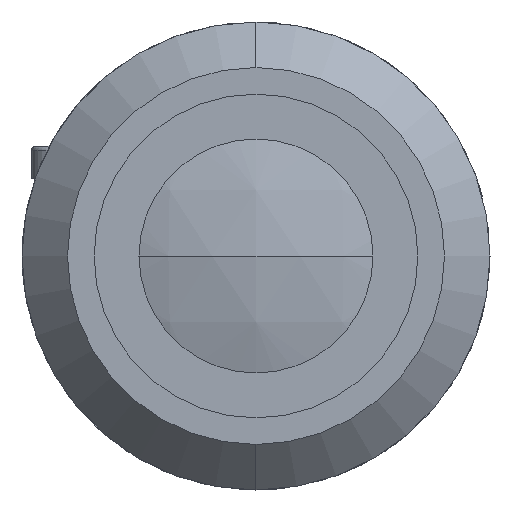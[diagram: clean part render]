
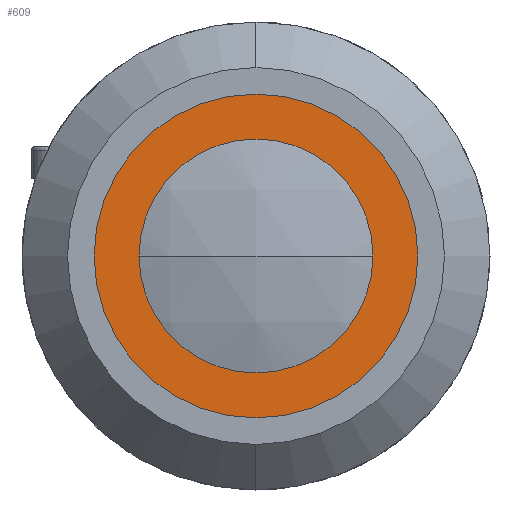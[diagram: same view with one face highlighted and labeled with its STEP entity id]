
A CAD part, left-side view. The second image highlights one B-rep face of the part: STEP entity #609.
In plain terms, the highlighted planar face has unit normal (-1, 0, 0).
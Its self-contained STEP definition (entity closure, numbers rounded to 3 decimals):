
#5 = VERTEX_POINT ( 'NONE', #910 ) ;
#7 = EDGE_LOOP ( 'NONE', ( #880, #1591 ) ) ;
#31 = CIRCLE ( 'NONE', #2751, 13.2 ) ;
#160 = ORIENTED_EDGE ( 'NONE', *, *, #1604, .T. ) ;
#280 = AXIS2_PLACEMENT_3D ( 'NONE', #655, #384, #359 ) ;
#359 = DIRECTION ( 'NONE',  ( 0., 0., -1. ) ) ;
#384 = DIRECTION ( 'NONE',  ( 1., 0., 0. ) ) ;
#585 = PLANE ( 'NONE',  #280 ) ;
#609 = ADVANCED_FACE ( 'NONE', ( #928, #3008 ), #585, .F. ) ;
#634 = VERTEX_POINT ( 'NONE', #2539 ) ;
#655 = CARTESIAN_POINT ( 'NONE',  ( 3.5, 13.2, 0. ) ) ;
#721 = CARTESIAN_POINT ( 'NONE',  ( 3.5, 0., 0. ) ) ;
#770 = CIRCLE ( 'NONE', #3312, 9. ) ;
#782 = DIRECTION ( 'NONE',  ( -1., 0., 0. ) ) ;
#880 = ORIENTED_EDGE ( 'NONE', *, *, #3154, .F. ) ;
#910 = CARTESIAN_POINT ( 'NONE',  ( 3.5, 0., 13.2 ) ) ;
#928 = FACE_BOUND ( 'NONE', #7, .T. ) ;
#990 = DIRECTION ( 'NONE',  ( 0., 0., 1. ) ) ;
#997 = VERTEX_POINT ( 'NONE', #2236 ) ;
#1075 = EDGE_CURVE ( 'NONE', #5, #1205, #31, .T. ) ;
#1182 = AXIS2_PLACEMENT_3D ( 'NONE', #721, #2596, #990 ) ;
#1199 = DIRECTION ( 'NONE',  ( -1., 0., 0. ) ) ;
#1205 = VERTEX_POINT ( 'NONE', #1509 ) ;
#1455 = CIRCLE ( 'NONE', #2617, 9. ) ;
#1481 = CARTESIAN_POINT ( 'NONE',  ( 3.5, 0., 0. ) ) ;
#1509 = CARTESIAN_POINT ( 'NONE',  ( 3.5, 0., -13.2 ) ) ;
#1591 = ORIENTED_EDGE ( 'NONE', *, *, #1713, .F. ) ;
#1604 = EDGE_CURVE ( 'NONE', #1205, #5, #2355, .T. ) ;
#1713 = EDGE_CURVE ( 'NONE', #634, #997, #1455, .T. ) ;
#1754 = DIRECTION ( 'NONE',  ( 0., 0., 1. ) ) ;
#1982 = EDGE_LOOP ( 'NONE', ( #2232, #160 ) ) ;
#2232 = ORIENTED_EDGE ( 'NONE', *, *, #1075, .T. ) ;
#2236 = CARTESIAN_POINT ( 'NONE',  ( 3.5, 0., 9. ) ) ;
#2355 = CIRCLE ( 'NONE', #1182, 13.2 ) ;
#2397 = CARTESIAN_POINT ( 'NONE',  ( 3.5, 0., 0. ) ) ;
#2539 = CARTESIAN_POINT ( 'NONE',  ( 3.5, 0., -9. ) ) ;
#2596 = DIRECTION ( 'NONE',  ( -1., 0., 0. ) ) ;
#2617 = AXIS2_PLACEMENT_3D ( 'NONE', #2397, #782, #2657 ) ;
#2657 = DIRECTION ( 'NONE',  ( 0., 0., 1. ) ) ;
#2751 = AXIS2_PLACEMENT_3D ( 'NONE', #2817, #1199, #3095 ) ;
#2817 = CARTESIAN_POINT ( 'NONE',  ( 3.5, 0., 0. ) ) ;
#3008 = FACE_OUTER_BOUND ( 'NONE', #1982, .T. ) ;
#3095 = DIRECTION ( 'NONE',  ( 0., 0., 1. ) ) ;
#3154 = EDGE_CURVE ( 'NONE', #997, #634, #770, .T. ) ;
#3312 = AXIS2_PLACEMENT_3D ( 'NONE', #1481, #3389, #1754 ) ;
#3389 = DIRECTION ( 'NONE',  ( -1., 0., 0. ) ) ;
